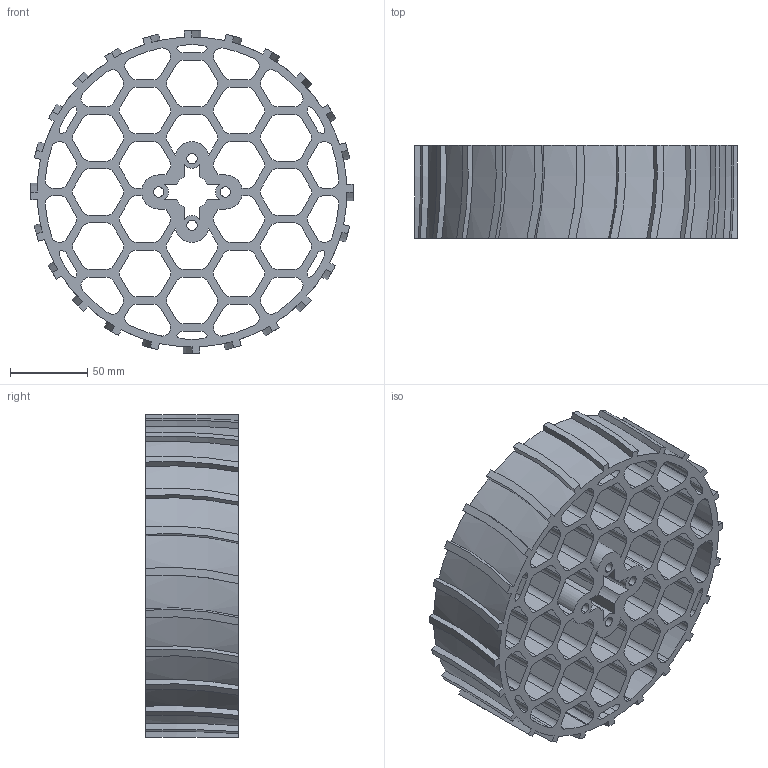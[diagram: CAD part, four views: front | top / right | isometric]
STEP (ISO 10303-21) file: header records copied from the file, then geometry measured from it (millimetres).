
FILE_DESCRIPTION (( 'STEP AP214' ), '1' );
FILE_NAME ('WheelJul10.STEP', '2025-07-11T05:22:12', ( '' ), ( '' ), 'SwSTEP 2.0', 'SolidWorks 2024', '' );
FILE_SCHEMA (( 'AUTOMOTIVE_DESIGN' ));
Length unit declared in the file: millimetre
Products named in the file (1): WheelJul10
Bounding box: 208 x 60 x 208 mm (x, y, z)
Volume: 725664.1 mm3; surface area: 269468.4 mm2
Topology: 1 solids, 1 shells, 515 faces, 1530 edges, 1017 vertices
Faces by surface type: cylinder 265, plane 202, bspline 48
Entity records: 18114 total; most frequent: CARTESIAN_POINT 3928, ORIENTED_EDGE 3060, DIRECTION 2897, EDGE_CURVE 1530, VERTEX_POINT 1017, AXIS2_PLACEMENT_3D 996, LINE 905, VECTOR 905
